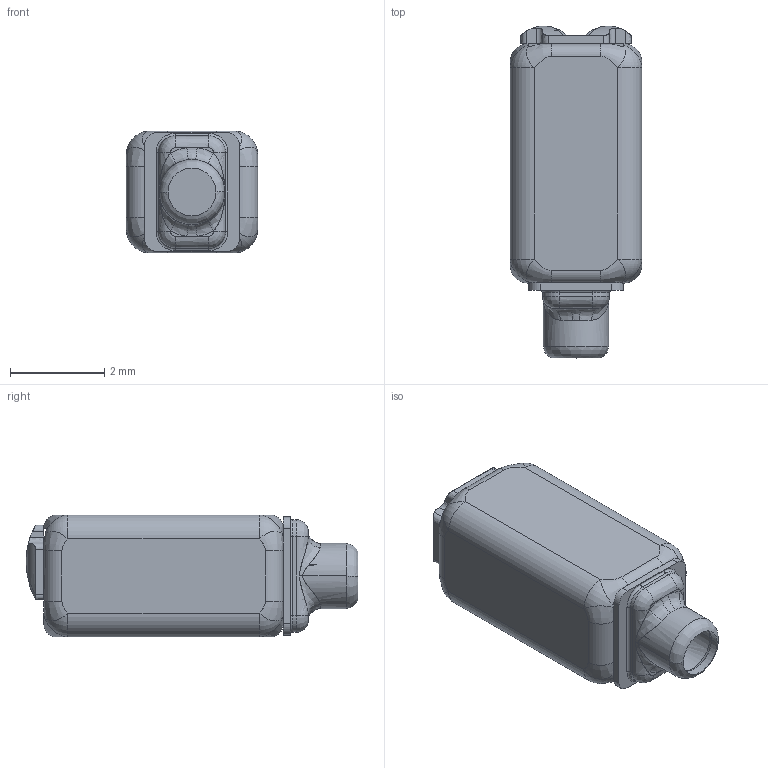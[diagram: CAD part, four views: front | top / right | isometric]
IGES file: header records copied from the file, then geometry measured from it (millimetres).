
Start section:  PTC IGES file: fh-23371-000_sw.igs
Global section: file name: fh-23371-000_sw.igs; native system: Pro/ENGINEER by Parametric Technology Corporation; preprocessor: 2005070; author: MMason; organization: Unknown; date: 050920.113707; units: inch
Bounding box: 2.79 x 7.05 x 2.59 mm (x, y, z)
Surface area: 133.9 mm2 (no closed solid volume)
Topology: 0 solids, 0 shells, 267 faces, 1332 edges, 1328 vertices
Faces by surface type: revolution 135, bspline 132
